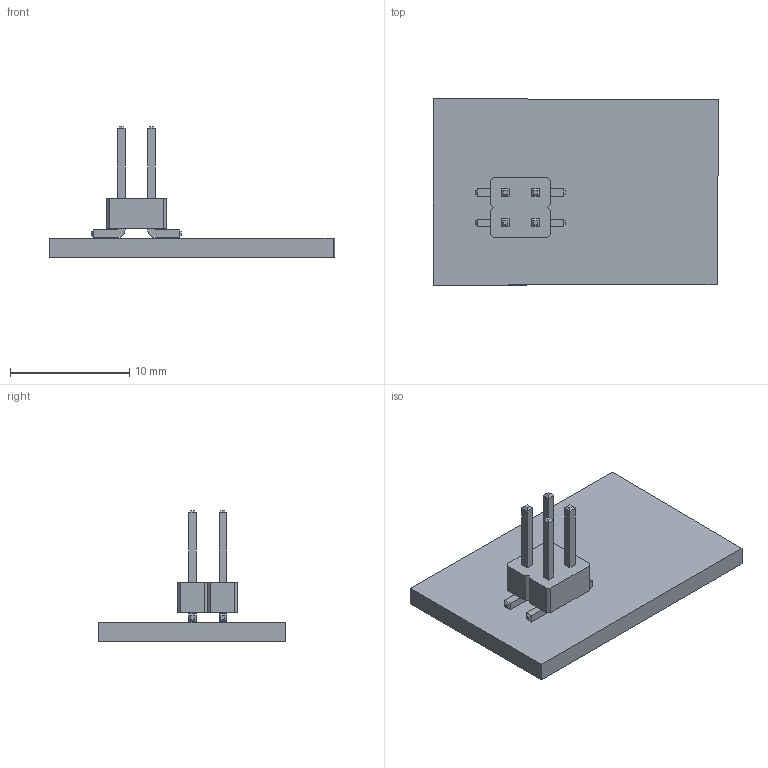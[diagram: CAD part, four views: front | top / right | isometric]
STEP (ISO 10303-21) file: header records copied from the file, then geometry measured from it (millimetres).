
FILE_DESCRIPTION(('KiCad electronic assembly'),'2;1');
FILE_NAME('trabajoProfesionalAdaptador.step','2021-06-08T15:06:48',( 'An Author'),('A Company'),'Open CASCADE STEP processor 6.9', 'KiCad to STEP converter','Unknown');
FILE_SCHEMA(('AUTOMOTIVE_DESIGN { 1 0 10303 214 1 1 1 1 }'));
Length unit declared in the file: millimetre
Products named in the file (4): Open CASCADE STEP translator 6.9 1; PinHeader_2x02_P2.54mm_Vertical_SMD; SOLID
Assembly tree (3 placements, depth 3):
  Open CASCADE STEP translator 6.9 1
    PinHeader_2x02_P2.54mm_Vertical_SMD
      SOLID
    SOLID
Bounding box: 23.96 x 15.64 x 10.95 mm (x, y, z)
Volume: 675.4 mm3; surface area: 1061.9 mm2
Topology: 2 solids, 2 shells, 106 faces, 250 edges, 156 vertices
Faces by surface type: plane 102, cylinder 4
Entity records: 6980 total; most frequent: CARTESIAN_POINT 1016, DIRECTION 978, LINE 734, VECTOR 734, ORIENTED_EDGE 500, PCURVE 500, DEFINITIONAL_REPRESENTATION 500, EDGE_CURVE 250
